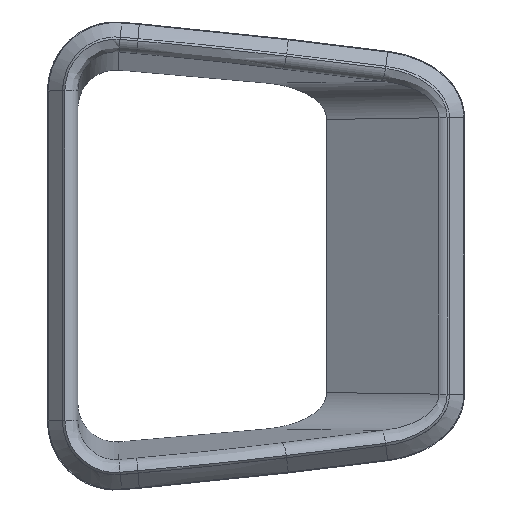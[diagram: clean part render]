
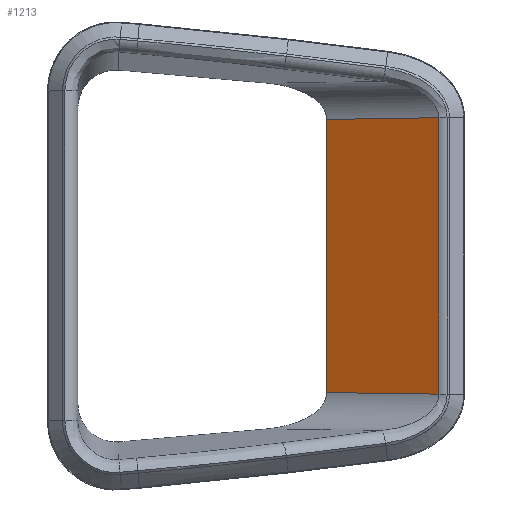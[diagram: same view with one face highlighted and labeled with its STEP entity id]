
A CAD part, top view. The second image highlights one B-rep face of the part: STEP entity #1213.
In plain terms, the highlighted planar face has unit normal (-0.5, 0, 0.866).
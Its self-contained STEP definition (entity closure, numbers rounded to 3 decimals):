
#143=PLANE('',#1289);
#217=FACE_OUTER_BOUND('',#293,.T.);
#293=EDGE_LOOP('',(#1126,#1127,#1128,#1129));
#300=LINE('',#1541,#401);
#311=LINE('',#1619,#412);
#391=LINE('',#2608,#492);
#394=LINE('',#2650,#495);
#401=VECTOR('',#1312,10.642);
#412=VECTOR('',#1333,10.);
#492=VECTOR('',#1499,36.467);
#495=VECTOR('',#1512,15.58);
#514=VERTEX_POINT('',#1538);
#515=VERTEX_POINT('',#1540);
#532=VERTEX_POINT('',#1617);
#604=VERTEX_POINT('',#2598);
#618=EDGE_CURVE('',#514,#515,#300,.T.);
#638=EDGE_CURVE('',#514,#532,#311,.T.);
#775=EDGE_CURVE('',#604,#515,#391,.F.);
#781=EDGE_CURVE('',#532,#604,#394,.T.);
#1126=ORIENTED_EDGE('',*,*,#638,.T.);
#1127=ORIENTED_EDGE('',*,*,#781,.T.);
#1128=ORIENTED_EDGE('',*,*,#775,.T.);
#1129=ORIENTED_EDGE('',*,*,#618,.F.);
#1213=ADVANCED_FACE('',(#217),#143,.F.);
#1289=AXIS2_PLACEMENT_3D('',#2652,#1515,#1516);
#1312=DIRECTION('',(0.866,0.013,0.5));
#1333=DIRECTION('',(0.,-1.,0.));
#1499=DIRECTION('',(0.,-1.,0.));
#1512=DIRECTION('',(0.866,-0.013,0.5));
#1515=DIRECTION('center_axis',(0.5,0.,-0.866));
#1516=DIRECTION('ref_axis',(0.866,0.,0.5));
#1538=CARTESIAN_POINT('',(165.,190.983,3.));
#1540=CARTESIAN_POINT('',(179.784,191.201,11.536));
#1541=CARTESIAN_POINT('',(170.569,191.065,6.215));
#1617=CARTESIAN_POINT('',(165.,154.951,3.));
#1619=CARTESIAN_POINT('',(165.,184.031,3.));
#2598=CARTESIAN_POINT('',(179.784,154.734,11.536));
#2608=CARTESIAN_POINT('',(179.784,191.201,11.536));
#2650=CARTESIAN_POINT('',(166.293,154.932,3.746));
#2652=CARTESIAN_POINT('Origin',(165.,195.095,3.));
